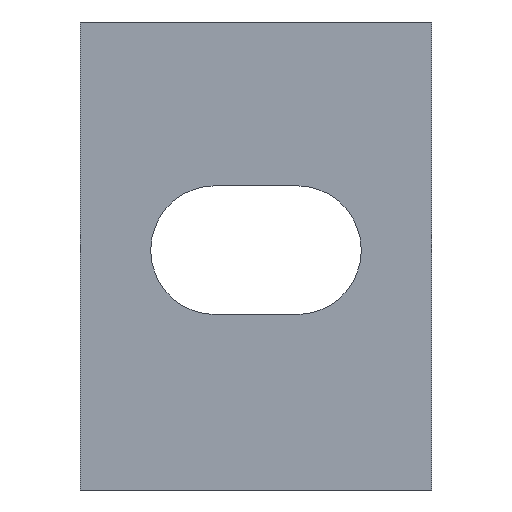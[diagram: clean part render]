
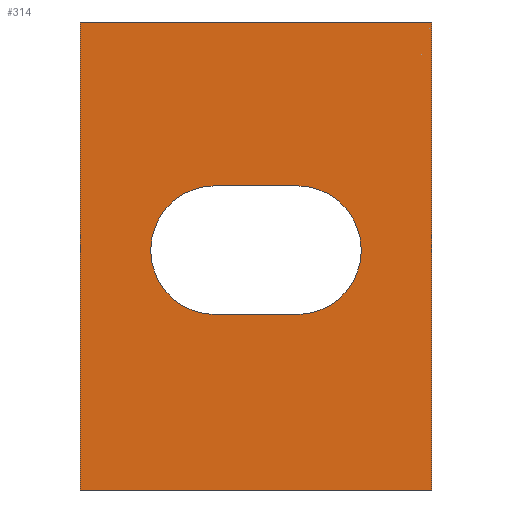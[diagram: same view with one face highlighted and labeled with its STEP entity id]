
A CAD part, left-side view. The second image highlights one B-rep face of the part: STEP entity #314.
In plain terms, the highlighted planar face has unit normal (-1, 0, 0).
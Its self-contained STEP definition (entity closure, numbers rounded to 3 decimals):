
#18=FACE_BOUND('',#64,.T.);
#20=CIRCLE('',#343,2.75);
#22=CIRCLE('',#347,2.75);
#44=FACE_OUTER_BOUND('',#63,.T.);
#63=EDGE_LOOP('',(#269,#270,#271,#272));
#64=EDGE_LOOP('',(#273,#274,#275,#276));
#69=LINE('',#456,#103);
#73=LINE('',#468,#107);
#84=LINE('',#502,#118);
#98=LINE('',#529,#132);
#99=LINE('',#531,#133);
#100=LINE('',#532,#134);
#103=VECTOR('',#370,10.);
#107=VECTOR('',#382,10.);
#118=VECTOR('',#417,10.);
#132=VECTOR('',#439,10.);
#133=VECTOR('',#442,10.);
#134=VECTOR('',#443,10.);
#137=VERTEX_POINT('',#453);
#138=VERTEX_POINT('',#455);
#140=VERTEX_POINT('',#461);
#142=VERTEX_POINT('',#467);
#152=VERTEX_POINT('',#499);
#153=VERTEX_POINT('',#501);
#161=VERTEX_POINT('',#525);
#162=VERTEX_POINT('',#527);
#165=EDGE_CURVE('',#138,#137,#69,.T.);
#168=EDGE_CURVE('',#140,#138,#20,.T.);
#171=EDGE_CURVE('',#142,#140,#73,.T.);
#174=EDGE_CURVE('',#137,#142,#22,.T.);
#188=EDGE_CURVE('',#152,#153,#84,.T.);
#202=EDGE_CURVE('',#161,#162,#98,.T.);
#203=EDGE_CURVE('',#152,#161,#99,.T.);
#204=EDGE_CURVE('',#153,#162,#100,.T.);
#269=ORIENTED_EDGE('',*,*,#203,.T.);
#270=ORIENTED_EDGE('',*,*,#202,.T.);
#271=ORIENTED_EDGE('',*,*,#204,.F.);
#272=ORIENTED_EDGE('',*,*,#188,.F.);
#273=ORIENTED_EDGE('',*,*,#171,.T.);
#274=ORIENTED_EDGE('',*,*,#168,.T.);
#275=ORIENTED_EDGE('',*,*,#165,.T.);
#276=ORIENTED_EDGE('',*,*,#174,.T.);
#298=PLANE('',#361);
#314=ADVANCED_FACE('',(#44,#18),#298,.T.);
#343=AXIS2_PLACEMENT_3D('',#462,#376,#377);
#347=AXIS2_PLACEMENT_3D('',#472,#388,#389);
#361=AXIS2_PLACEMENT_3D('',#530,#440,#441);
#370=DIRECTION('',(0.,-1.,0.));
#376=DIRECTION('center_axis',(1.,0.,0.));
#377=DIRECTION('ref_axis',(0.,0.,1.));
#382=DIRECTION('',(0.,1.,0.));
#388=DIRECTION('center_axis',(1.,0.,0.));
#389=DIRECTION('ref_axis',(0.,0.,
-1.));
#417=DIRECTION('',(0.,1.,0.));
#439=DIRECTION('',(0.,1.,0.));
#440=DIRECTION('center_axis',(-1.,0.,0.));
#441=DIRECTION('ref_axis',(0.,0.,1.));
#442=DIRECTION('',(0.,0.,1.));
#443=DIRECTION('',(0.,0.,1.));
#453=CARTESIAN_POINT('',(0.,5.75,13.));
#455=CARTESIAN_POINT('',(0.,9.25,13.));
#456=CARTESIAN_POINT('',(0.,4.625,13.));
#461=CARTESIAN_POINT('',(0.,9.25,7.5));
#462=CARTESIAN_POINT('Origin',(0.,9.25,10.25));
#467=CARTESIAN_POINT('',(0.,5.75,7.5));
#468=CARTESIAN_POINT('',(0.,2.875,7.5));
#472=CARTESIAN_POINT('Origin',(0.,5.75,10.25));
#499=CARTESIAN_POINT('',(0.,0.,0.));
#501=CARTESIAN_POINT('',(0.,15.,0.));
#502=CARTESIAN_POINT('',(0.,0.,0.));
#525=CARTESIAN_POINT('',(0.,0.,20.));
#527=CARTESIAN_POINT('',(0.,15.,20.));
#529=CARTESIAN_POINT('',(0.,0.,20.));
#530=CARTESIAN_POINT('Origin',(0.,0.,0.));
#531=CARTESIAN_POINT('',(0.,0.,0.));
#532=CARTESIAN_POINT('',(0.,15.,0.));
